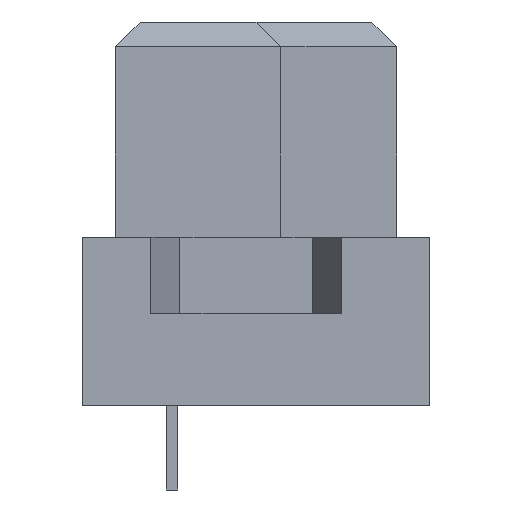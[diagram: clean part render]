
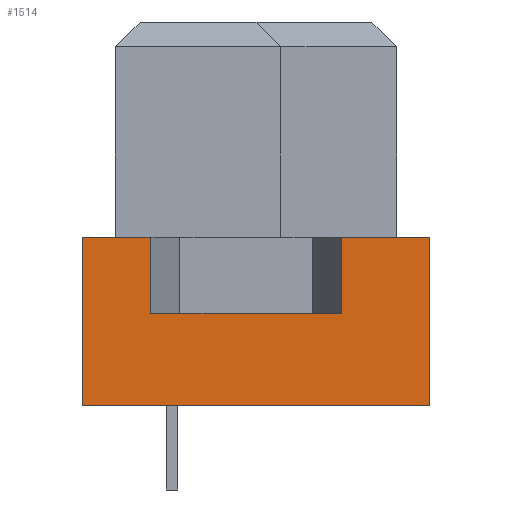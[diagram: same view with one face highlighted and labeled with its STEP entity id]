
A CAD part, left-side view. The second image highlights one B-rep face of the part: STEP entity #1514.
In plain terms, the highlighted planar face has unit normal (-1, 0, 0).
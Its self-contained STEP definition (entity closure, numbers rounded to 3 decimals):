
#154 = PLANE('',#155);
#155 = AXIS2_PLACEMENT_3D('',#156,#157,#158);
#156 = CARTESIAN_POINT('',(-47.5,5.25,5.1));
#157 = DIRECTION('',(0.,0.,1.));
#158 = DIRECTION('',(1.,0.,0.));
#362 = VERTEX_POINT('',#363);
#363 = CARTESIAN_POINT('',(-95.,10.5,5.1));
#377 = PLANE('',#378);
#378 = AXIS2_PLACEMENT_3D('',#379,#380,#381);
#379 = CARTESIAN_POINT('',(-95.,10.5,0.));
#380 = DIRECTION('',(0.,1.,0.));
#381 = DIRECTION('',(1.,0.,0.));
#389 = EDGE_CURVE('',#390,#362,#392,.T.);
#390 = VERTEX_POINT('',#391);
#391 = CARTESIAN_POINT('',(-95.,8.425,5.1));
#392 = SURFACE_CURVE('',#393,(#397,#404),.PCURVE_S1.);
#393 = LINE('',#394,#395);
#394 = CARTESIAN_POINT('',(-95.,0.,5.1));
#395 = VECTOR('',#396,1.);
#396 = DIRECTION('',(0.,1.,0.));
#397 = PCURVE('',#154,#398);
#398 = DEFINITIONAL_REPRESENTATION('',(#399),#403);
#399 = LINE('',#400,#401);
#400 = CARTESIAN_POINT('',(-47.5,-5.25));
#401 = VECTOR('',#402,1.);
#402 = DIRECTION('',(0.,1.));
#403 = ( GEOMETRIC_REPRESENTATION_CONTEXT(2) 
PARAMETRIC_REPRESENTATION_CONTEXT() REPRESENTATION_CONTEXT('2D SPACE',''
  ) );
#404 = PCURVE('',#405,#410);
#405 = PLANE('',#406);
#406 = AXIS2_PLACEMENT_3D('',#407,#408,#409);
#407 = CARTESIAN_POINT('',(-95.,0.,0.));
#408 = DIRECTION('',(-1.,0.,0.));
#409 = DIRECTION('',(0.,1.,0.));
#410 = DEFINITIONAL_REPRESENTATION('',(#411),#415);
#411 = LINE('',#412,#413);
#412 = CARTESIAN_POINT('',(0.,-5.1));
#413 = VECTOR('',#414,1.);
#414 = DIRECTION('',(1.,0.));
#415 = ( GEOMETRIC_REPRESENTATION_CONTEXT(2) 
PARAMETRIC_REPRESENTATION_CONTEXT() REPRESENTATION_CONTEXT('2D SPACE',''
  ) );
#433 = PLANE('',#434);
#434 = AXIS2_PLACEMENT_3D('',#435,#436,#437);
#435 = CARTESIAN_POINT('',(-95.,8.425,5.1));
#436 = DIRECTION('',(0.,-1.,0.));
#437 = DIRECTION('',(1.,0.,0.));
#647 = PLANE('',#648);
#648 = AXIS2_PLACEMENT_3D('',#649,#650,#651);
#649 = CARTESIAN_POINT('',(-47.5,5.25,5.1));
#650 = DIRECTION('',(0.,0.,1.));
#651 = DIRECTION('',(1.,0.,0.));
#1108 = PLANE('',#1109);
#1109 = AXIS2_PLACEMENT_3D('',#1110,#1111,#1112);
#1110 = CARTESIAN_POINT('',(-47.5,5.25,0.));
#1111 = DIRECTION('',(0.,0.,1.));
#1112 = DIRECTION('',(1.,0.,0.));
#1302 = PLANE('',#1303);
#1303 = AXIS2_PLACEMENT_3D('',#1304,#1305,#1306);
#1304 = CARTESIAN_POINT('',(0.,0.,0.));
#1305 = DIRECTION('',(0.,-1.,0.));
#1306 = DIRECTION('',(-1.,0.,0.));
#1432 = PLANE('',#1433);
#1433 = AXIS2_PLACEMENT_3D('',#1434,#1435,#1436);
#1434 = CARTESIAN_POINT('',(-47.5,5.55,2.8));
#1435 = DIRECTION('',(0.,0.,1.));
#1436 = DIRECTION('',(1.,0.,0.));
#1469 = EDGE_CURVE('',#390,#1470,#1472,.T.);
#1470 = VERTEX_POINT('',#1471);
#1471 = CARTESIAN_POINT('',(-95.,8.425,2.8));
#1472 = SURFACE_CURVE('',#1473,(#1477,#1484),.PCURVE_S1.);
#1473 = LINE('',#1474,#1475);
#1474 = CARTESIAN_POINT('',(-95.,8.425,5.1));
#1475 = VECTOR('',#1476,1.);
#1476 = DIRECTION('',(-0.,-0.,-1.));
#1477 = PCURVE('',#433,#1478);
#1478 = DEFINITIONAL_REPRESENTATION('',(#1479),#1483);
#1479 = LINE('',#1480,#1481);
#1480 = CARTESIAN_POINT('',(0.,0.));
#1481 = VECTOR('',#1482,1.);
#1482 = DIRECTION('',(0.,-1.));
#1483 = ( GEOMETRIC_REPRESENTATION_CONTEXT(2) 
PARAMETRIC_REPRESENTATION_CONTEXT() REPRESENTATION_CONTEXT('2D SPACE',''
  ) );
#1484 = PCURVE('',#405,#1485);
#1485 = DEFINITIONAL_REPRESENTATION('',(#1486),#1490);
#1486 = LINE('',#1487,#1488);
#1487 = CARTESIAN_POINT('',(8.425,-5.1));
#1488 = VECTOR('',#1489,1.);
#1489 = DIRECTION('',(0.,1.));
#1490 = ( GEOMETRIC_REPRESENTATION_CONTEXT(2) 
PARAMETRIC_REPRESENTATION_CONTEXT() REPRESENTATION_CONTEXT('2D SPACE',''
  ) );
#1514 = ADVANCED_FACE('',(#1515),#405,.T.);
#1515 = FACE_BOUND('',#1516,.T.);
#1516 = EDGE_LOOP('',(#1517,#1542,#1565,#1588,#1616,#1637,#1638,#1639));
#1517 = ORIENTED_EDGE('',*,*,#1518,.F.);
#1518 = EDGE_CURVE('',#1519,#1521,#1523,.T.);
#1519 = VERTEX_POINT('',#1520);
#1520 = CARTESIAN_POINT('',(-95.,0.,0.));
#1521 = VERTEX_POINT('',#1522);
#1522 = CARTESIAN_POINT('',(-95.,10.5,0.));
#1523 = SURFACE_CURVE('',#1524,(#1528,#1535),.PCURVE_S1.);
#1524 = LINE('',#1525,#1526);
#1525 = CARTESIAN_POINT('',(-95.,0.,0.));
#1526 = VECTOR('',#1527,1.);
#1527 = DIRECTION('',(0.,1.,0.));
#1528 = PCURVE('',#405,#1529);
#1529 = DEFINITIONAL_REPRESENTATION('',(#1530),#1534);
#1530 = LINE('',#1531,#1532);
#1531 = CARTESIAN_POINT('',(0.,0.));
#1532 = VECTOR('',#1533,1.);
#1533 = DIRECTION('',(1.,0.));
#1534 = ( GEOMETRIC_REPRESENTATION_CONTEXT(2) 
PARAMETRIC_REPRESENTATION_CONTEXT() REPRESENTATION_CONTEXT('2D SPACE',''
  ) );
#1535 = PCURVE('',#1108,#1536);
#1536 = DEFINITIONAL_REPRESENTATION('',(#1537),#1541);
#1537 = LINE('',#1538,#1539);
#1538 = CARTESIAN_POINT('',(-47.5,-5.25));
#1539 = VECTOR('',#1540,1.);
#1540 = DIRECTION('',(0.,1.));
#1541 = ( GEOMETRIC_REPRESENTATION_CONTEXT(2) 
PARAMETRIC_REPRESENTATION_CONTEXT() REPRESENTATION_CONTEXT('2D SPACE',''
  ) );
#1542 = ORIENTED_EDGE('',*,*,#1543,.T.);
#1543 = EDGE_CURVE('',#1519,#1544,#1546,.T.);
#1544 = VERTEX_POINT('',#1545);
#1545 = CARTESIAN_POINT('',(-95.,0.,5.1));
#1546 = SURFACE_CURVE('',#1547,(#1551,#1558),.PCURVE_S1.);
#1547 = LINE('',#1548,#1549);
#1548 = CARTESIAN_POINT('',(-95.,0.,0.));
#1549 = VECTOR('',#1550,1.);
#1550 = DIRECTION('',(0.,0.,1.));
#1551 = PCURVE('',#405,#1552);
#1552 = DEFINITIONAL_REPRESENTATION('',(#1553),#1557);
#1553 = LINE('',#1554,#1555);
#1554 = CARTESIAN_POINT('',(0.,0.));
#1555 = VECTOR('',#1556,1.);
#1556 = DIRECTION('',(0.,-1.));
#1557 = ( GEOMETRIC_REPRESENTATION_CONTEXT(2) 
PARAMETRIC_REPRESENTATION_CONTEXT() REPRESENTATION_CONTEXT('2D SPACE',''
  ) );
#1558 = PCURVE('',#1302,#1559);
#1559 = DEFINITIONAL_REPRESENTATION('',(#1560),#1564);
#1560 = LINE('',#1561,#1562);
#1561 = CARTESIAN_POINT('',(95.,0.));
#1562 = VECTOR('',#1563,1.);
#1563 = DIRECTION('',(0.,-1.));
#1564 = ( GEOMETRIC_REPRESENTATION_CONTEXT(2) 
PARAMETRIC_REPRESENTATION_CONTEXT() REPRESENTATION_CONTEXT('2D SPACE',''
  ) );
#1565 = ORIENTED_EDGE('',*,*,#1566,.T.);
#1566 = EDGE_CURVE('',#1544,#1567,#1569,.T.);
#1567 = VERTEX_POINT('',#1568);
#1568 = CARTESIAN_POINT('',(-95.,2.675,5.1));
#1569 = SURFACE_CURVE('',#1570,(#1574,#1581),.PCURVE_S1.);
#1570 = LINE('',#1571,#1572);
#1571 = CARTESIAN_POINT('',(-95.,0.,5.1));
#1572 = VECTOR('',#1573,1.);
#1573 = DIRECTION('',(0.,1.,0.));
#1574 = PCURVE('',#405,#1575);
#1575 = DEFINITIONAL_REPRESENTATION('',(#1576),#1580);
#1576 = LINE('',#1577,#1578);
#1577 = CARTESIAN_POINT('',(0.,-5.1));
#1578 = VECTOR('',#1579,1.);
#1579 = DIRECTION('',(1.,0.));
#1580 = ( GEOMETRIC_REPRESENTATION_CONTEXT(2) 
PARAMETRIC_REPRESENTATION_CONTEXT() REPRESENTATION_CONTEXT('2D SPACE',''
  ) );
#1581 = PCURVE('',#647,#1582);
#1582 = DEFINITIONAL_REPRESENTATION('',(#1583),#1587);
#1583 = LINE('',#1584,#1585);
#1584 = CARTESIAN_POINT('',(-47.5,-5.25));
#1585 = VECTOR('',#1586,1.);
#1586 = DIRECTION('',(0.,1.));
#1587 = ( GEOMETRIC_REPRESENTATION_CONTEXT(2) 
PARAMETRIC_REPRESENTATION_CONTEXT() REPRESENTATION_CONTEXT('2D SPACE',''
  ) );
#1588 = ORIENTED_EDGE('',*,*,#1589,.T.);
#1589 = EDGE_CURVE('',#1567,#1590,#1592,.T.);
#1590 = VERTEX_POINT('',#1591);
#1591 = CARTESIAN_POINT('',(-95.,2.675,2.8));
#1592 = SURFACE_CURVE('',#1593,(#1597,#1604),.PCURVE_S1.);
#1593 = LINE('',#1594,#1595);
#1594 = CARTESIAN_POINT('',(-95.,2.675,5.1));
#1595 = VECTOR('',#1596,1.);
#1596 = DIRECTION('',(-0.,-0.,-1.));
#1597 = PCURVE('',#405,#1598);
#1598 = DEFINITIONAL_REPRESENTATION('',(#1599),#1603);
#1599 = LINE('',#1600,#1601);
#1600 = CARTESIAN_POINT('',(2.675,-5.1));
#1601 = VECTOR('',#1602,1.);
#1602 = DIRECTION('',(0.,1.));
#1603 = ( GEOMETRIC_REPRESENTATION_CONTEXT(2) 
PARAMETRIC_REPRESENTATION_CONTEXT() REPRESENTATION_CONTEXT('2D SPACE',''
  ) );
#1604 = PCURVE('',#1605,#1610);
#1605 = PLANE('',#1606);
#1606 = AXIS2_PLACEMENT_3D('',#1607,#1608,#1609);
#1607 = CARTESIAN_POINT('',(-92.5,2.675,5.1));
#1608 = DIRECTION('',(0.,1.,0.));
#1609 = DIRECTION('',(-1.,0.,0.));
#1610 = DEFINITIONAL_REPRESENTATION('',(#1611),#1615);
#1611 = LINE('',#1612,#1613);
#1612 = CARTESIAN_POINT('',(2.5,0.));
#1613 = VECTOR('',#1614,1.);
#1614 = DIRECTION('',(0.,-1.));
#1615 = ( GEOMETRIC_REPRESENTATION_CONTEXT(2) 
PARAMETRIC_REPRESENTATION_CONTEXT() REPRESENTATION_CONTEXT('2D SPACE',''
  ) );
#1616 = ORIENTED_EDGE('',*,*,#1617,.T.);
#1617 = EDGE_CURVE('',#1590,#1470,#1618,.T.);
#1618 = SURFACE_CURVE('',#1619,(#1623,#1630),.PCURVE_S1.);
#1619 = LINE('',#1620,#1621);
#1620 = CARTESIAN_POINT('',(-95.,2.675,2.8));
#1621 = VECTOR('',#1622,1.);
#1622 = DIRECTION('',(0.,1.,0.));
#1623 = PCURVE('',#405,#1624);
#1624 = DEFINITIONAL_REPRESENTATION('',(#1625),#1629);
#1625 = LINE('',#1626,#1627);
#1626 = CARTESIAN_POINT('',(2.675,-2.8));
#1627 = VECTOR('',#1628,1.);
#1628 = DIRECTION('',(1.,0.));
#1629 = ( GEOMETRIC_REPRESENTATION_CONTEXT(2) 
PARAMETRIC_REPRESENTATION_CONTEXT() REPRESENTATION_CONTEXT('2D SPACE',''
  ) );
#1630 = PCURVE('',#1432,#1631);
#1631 = DEFINITIONAL_REPRESENTATION('',(#1632),#1636);
#1632 = LINE('',#1633,#1634);
#1633 = CARTESIAN_POINT('',(-47.5,-2.875));
#1634 = VECTOR('',#1635,1.);
#1635 = DIRECTION('',(0.,1.));
#1636 = ( GEOMETRIC_REPRESENTATION_CONTEXT(2) 
PARAMETRIC_REPRESENTATION_CONTEXT() REPRESENTATION_CONTEXT('2D SPACE',''
  ) );
#1637 = ORIENTED_EDGE('',*,*,#1469,.F.);
#1638 = ORIENTED_EDGE('',*,*,#389,.T.);
#1639 = ORIENTED_EDGE('',*,*,#1640,.F.);
#1640 = EDGE_CURVE('',#1521,#362,#1641,.T.);
#1641 = SURFACE_CURVE('',#1642,(#1646,#1653),.PCURVE_S1.);
#1642 = LINE('',#1643,#1644);
#1643 = CARTESIAN_POINT('',(-95.,10.5,0.));
#1644 = VECTOR('',#1645,1.);
#1645 = DIRECTION('',(0.,0.,1.));
#1646 = PCURVE('',#405,#1647);
#1647 = DEFINITIONAL_REPRESENTATION('',(#1648),#1652);
#1648 = LINE('',#1649,#1650);
#1649 = CARTESIAN_POINT('',(10.5,0.));
#1650 = VECTOR('',#1651,1.);
#1651 = DIRECTION('',(0.,-1.));
#1652 = ( GEOMETRIC_REPRESENTATION_CONTEXT(2) 
PARAMETRIC_REPRESENTATION_CONTEXT() REPRESENTATION_CONTEXT('2D SPACE',''
  ) );
#1653 = PCURVE('',#377,#1654);
#1654 = DEFINITIONAL_REPRESENTATION('',(#1655),#1659);
#1655 = LINE('',#1656,#1657);
#1656 = CARTESIAN_POINT('',(0.,0.));
#1657 = VECTOR('',#1658,1.);
#1658 = DIRECTION('',(0.,-1.));
#1659 = ( GEOMETRIC_REPRESENTATION_CONTEXT(2) 
PARAMETRIC_REPRESENTATION_CONTEXT() REPRESENTATION_CONTEXT('2D SPACE',''
  ) );
